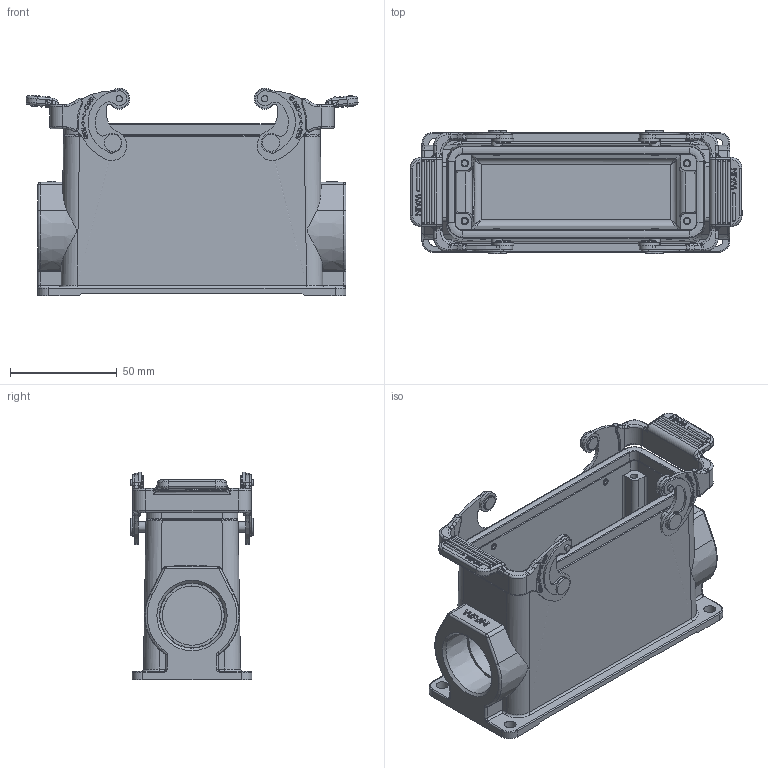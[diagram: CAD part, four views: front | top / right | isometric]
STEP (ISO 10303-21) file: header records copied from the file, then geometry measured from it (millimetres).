
FILE_DESCRIPTION(/* description */ (''),/* implementation_level */ '2;1');
FILE_NAME(/* name */ '3D_1120242415004_H24B-MSFH-2L_SC-M32_V1.0.stp',/* time_stamp */ '2022-10-19T15:58:41+08:00',/* author */ (''),/* organization */ (''),/* preprocessor_version */ 'ST-DEVELOPER v18.1',/* originating_system */ 'SIEMENS PLM Software NX 1980',/* authorisation */ '');
FILE_SCHEMA (('AP203_CONFIGURATION_CONTROLLED_3D_DESIGN_OF_MECHANICAL_PARTS_AND_ASSEMBLIES_MIM_LF { 1 0 10303 403 2 1 2}'));
Products named in the file (1): 3D_stp
Bounding box: 155.3 x 57.9 x 97.05 mm (x, y, z)
Volume: 195328.7 mm3; surface area: 95849.6 mm2
Topology: 22 solids, 22 shells, 1655 faces, 4139 edges, 2606 vertices
Faces by surface type: plane 777, cylinder 521, bspline 159, torus 134, sphere 33, cone 31
Full cylindrical faces by diameter (mm): 1.9 x4, 2.7 x4, 2.95 x4, 3 x16, 3.4 x4, 4.8 x4, 4.9 x4, 5 x8, 5.5 x4, 7 x4, 8 x4, 9.8 x4, 27.738 x1
Entity records: 58796 total; most frequent: CARTESIAN_POINT 20495, ORIENTED_EDGE 7954, DIRECTION 7537, EDGE_CURVE 3977, AXIS2_PLACEMENT_3D 2669, VERTEX_POINT 2586, LINE 2199, VECTOR 2199
